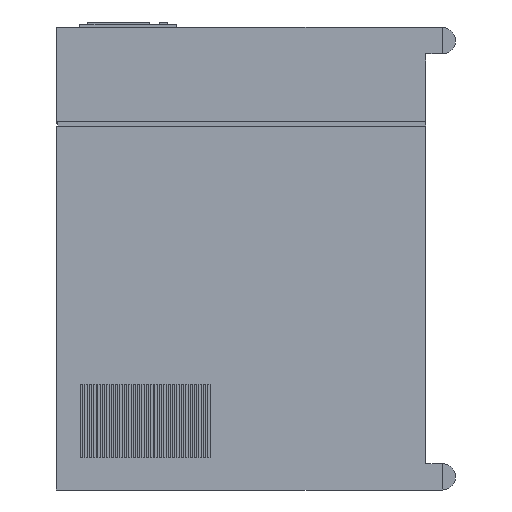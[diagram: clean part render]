
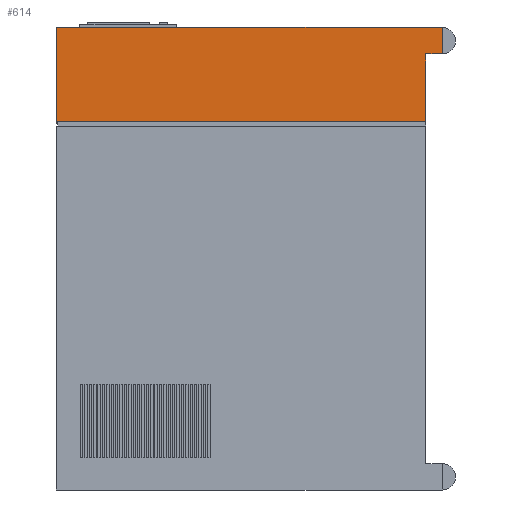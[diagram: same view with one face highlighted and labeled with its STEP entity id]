
A CAD part, left-side view. The second image highlights one B-rep face of the part: STEP entity #614.
In plain terms, the highlighted planar face has unit normal (-1, 0, 0).
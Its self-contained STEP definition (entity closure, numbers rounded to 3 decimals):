
#550 = LINE ( 'NONE', #9663, #9947 ) ;
#614 = ADVANCED_FACE ( 'NONE', ( #13131 ), #7523, .F. ) ;
#646 = LINE ( 'NONE', #7727, #8757 ) ;
#743 = ORIENTED_EDGE ( 'NONE', *, *, #4295, .F. ) ;
#826 = LINE ( 'NONE', #14288, #6552 ) ;
#866 = ORIENTED_EDGE ( 'NONE', *, *, #3108, .F. ) ;
#1107 = LINE ( 'NONE', #7760, #4047 ) ;
#1379 = LINE ( 'NONE', #9526, #10428 ) ;
#1614 = VECTOR ( 'NONE', #6602, 1000. ) ;
#2146 = VERTEX_POINT ( 'NONE', #11899 ) ;
#2558 = CARTESIAN_POINT ( 'NONE',  ( -95., -168.5, 422. ) ) ;
#2648 = DIRECTION ( 'NONE',  ( 0., 0., -1. ) ) ;
#2708 = CARTESIAN_POINT ( 'NONE',  ( -95., 167.5, 336.229 ) ) ;
#2899 = DIRECTION ( 'NONE',  ( 0., 0., -1. ) ) ;
#2922 = CARTESIAN_POINT ( 'NONE',  ( -95., 167.5, 334.315 ) ) ;
#3108 = EDGE_CURVE ( 'NONE', #2146, #3845, #646, .T. ) ;
#3240 = CARTESIAN_POINT ( 'NONE',  ( -95., 168.5, 334.315 ) ) ;
#3276 = CARTESIAN_POINT ( 'NONE',  ( -95., -168.5, 397.852 ) ) ;
#3309 = EDGE_CURVE ( 'NONE', #4987, #2146, #550, .T. ) ;
#3845 = VERTEX_POINT ( 'NONE', #3276 ) ;
#4047 = VECTOR ( 'NONE', #12312, 1000. ) ;
#4052 = ORIENTED_EDGE ( 'NONE', *, *, #5204, .F. ) ;
#4146 = ORIENTED_EDGE ( 'NONE', *, *, #8321, .F. ) ;
#4147 = EDGE_LOOP ( 'NONE', ( #12335, #4052, #743, #4146, #866, #5864, #5473, #13513 ) ) ;
#4295 = EDGE_CURVE ( 'NONE', #12520, #6826, #14392, .T. ) ;
#4381 = VERTEX_POINT ( 'NONE', #7886 ) ;
#4987 = VERTEX_POINT ( 'NONE', #5075 ) ;
#5075 = CARTESIAN_POINT ( 'NONE',  ( -95., -183.5, 422. ) ) ;
#5204 = EDGE_CURVE ( 'NONE', #6826, #13067, #1379, .T. ) ;
#5207 = DIRECTION ( 'NONE',  ( 0., 1., 0. ) ) ;
#5428 = DIRECTION ( 'NONE',  ( 0., 1., 0. ) ) ;
#5473 = ORIENTED_EDGE ( 'NONE', *, *, #7458, .F. ) ;
#5547 = CARTESIAN_POINT ( 'NONE',  ( -95., 168.5, 422. ) ) ;
#5581 = EDGE_CURVE ( 'NONE', #4381, #11681, #11228, .T. ) ;
#5864 = ORIENTED_EDGE ( 'NONE', *, *, #3309, .F. ) ;
#6294 = CARTESIAN_POINT ( 'NONE',  ( -95., -168.5, 336.229 ) ) ;
#6552 = VECTOR ( 'NONE', #13308, 1000. ) ;
#6602 = DIRECTION ( 'NONE',  ( 0., 0., -1. ) ) ;
#6826 = VERTEX_POINT ( 'NONE', #2708 ) ;
#7458 = EDGE_CURVE ( 'NONE', #4381, #4987, #1107, .T. ) ;
#7523 = PLANE ( 'NONE',  #13487 ) ;
#7727 = CARTESIAN_POINT ( 'NONE',  ( -95., -183.5, 397.852 ) ) ;
#7760 = CARTESIAN_POINT ( 'NONE',  ( -95., -168.5, 422. ) ) ;
#7886 = CARTESIAN_POINT ( 'NONE',  ( -95., 168.5, 422. ) ) ;
#8321 = EDGE_CURVE ( 'NONE', #3845, #12520, #11592, .T. ) ;
#8393 = DIRECTION ( 'NONE',  ( 0., 0., -1. ) ) ;
#8573 = DIRECTION ( 'NONE',  ( 1., 0., 0. ) ) ;
#8757 = VECTOR ( 'NONE', #5207, 1000. ) ;
#9213 = EDGE_CURVE ( 'NONE', #13067, #11681, #826, .T. ) ;
#9526 = CARTESIAN_POINT ( 'NONE',  ( -95., 167.5, 332.047 ) ) ;
#9663 = CARTESIAN_POINT ( 'NONE',  ( -95., -183.5, 422. ) ) ;
#9947 = VECTOR ( 'NONE', #8393, 1000. ) ;
#10428 = VECTOR ( 'NONE', #2648, 1000. ) ;
#10929 = VECTOR ( 'NONE', #5428, 1000. ) ;
#11228 = LINE ( 'NONE', #5547, #1614 ) ;
#11592 = LINE ( 'NONE', #2558, #13728 ) ;
#11681 = VERTEX_POINT ( 'NONE', #3240 ) ;
#11899 = CARTESIAN_POINT ( 'NONE',  ( -95., -183.5, 397.852 ) ) ;
#12312 = DIRECTION ( 'NONE',  ( 0., -1., 0. ) ) ;
#12335 = ORIENTED_EDGE ( 'NONE', *, *, #9213, .F. ) ;
#12520 = VERTEX_POINT ( 'NONE', #6294 ) ;
#12565 = DIRECTION ( 'NONE',  ( 0., 0., -1. ) ) ;
#13067 = VERTEX_POINT ( 'NONE', #2922 ) ;
#13131 = FACE_OUTER_BOUND ( 'NONE', #4147, .T. ) ;
#13308 = DIRECTION ( 'NONE',  ( 0., 1., 0. ) ) ;
#13353 = CARTESIAN_POINT ( 'NONE',  ( -95., 167.5, 336.229 ) ) ;
#13487 = AXIS2_PLACEMENT_3D ( 'NONE', #14550, #8573, #2899 ) ;
#13513 = ORIENTED_EDGE ( 'NONE', *, *, #5581, .T. ) ;
#13728 = VECTOR ( 'NONE', #12565, 1000. ) ;
#14288 = CARTESIAN_POINT ( 'NONE',  ( -95., 167.5, 334.315 ) ) ;
#14392 = LINE ( 'NONE', #13353, #10929 ) ;
#14550 = CARTESIAN_POINT ( 'NONE',  ( -95., -168.5, 422. ) ) ;
